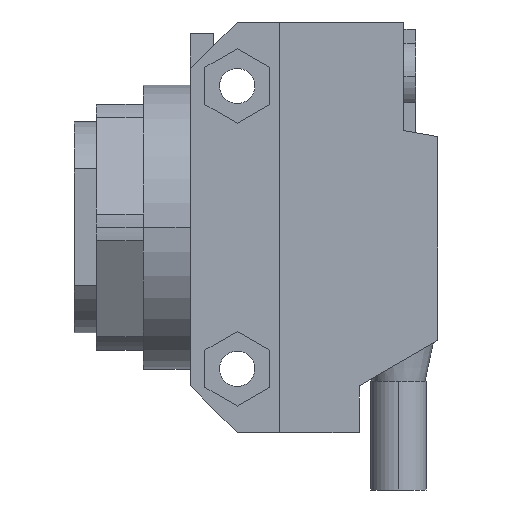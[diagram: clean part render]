
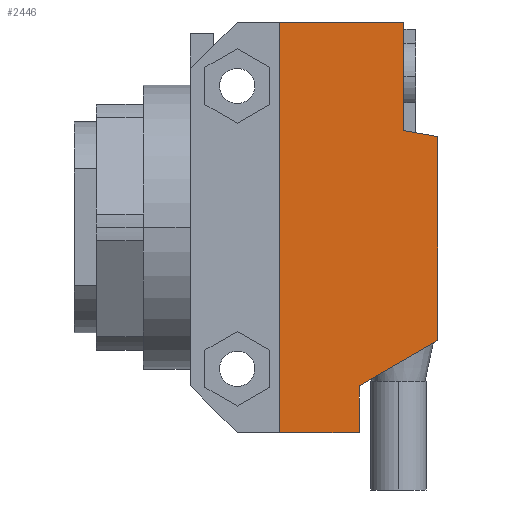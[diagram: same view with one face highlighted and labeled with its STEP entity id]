
A CAD part, left-side view. The second image highlights one B-rep face of the part: STEP entity #2446.
In plain terms, the highlighted planar face has unit normal (-1, 0, 0).
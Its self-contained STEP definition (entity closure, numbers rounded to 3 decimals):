
#2075=CARTESIAN_POINT('',(-7.5,-24.3,-12.75));
#2076=VERTEX_POINT('',#2075);
#2083=CARTESIAN_POINT('',(-7.5,-24.3,-16.75));
#2084=VERTEX_POINT('',#2083);
#2085=CARTESIAN_POINT('',(-7.5,-24.3,-16.75));
#2086=DIRECTION('',(0.0,0.0,1.0));
#2087=VECTOR('',#2086,4.);
#2088=LINE('',#2085,#2087);
#2089=EDGE_CURVE('',#2084,#2076,#2088,.T.);
#2136=CARTESIAN_POINT('',(-7.5,-31.,-8.882));
#2137=VERTEX_POINT('',#2136);
#2144=CARTESIAN_POINT('',(-7.5,-24.3,-12.75));
#2145=DIRECTION('',(0.,-0.866,0.5));
#2146=VECTOR('',#2145,7.736);
#2147=LINE('',#2144,#2146);
#2148=EDGE_CURVE('',#2076,#2137,#2147,.T.);
#2283=CARTESIAN_POINT('',(-7.5,-28.1,9.));
#2284=VERTEX_POINT('',#2283);
#2291=CARTESIAN_POINT('',(-7.5,-31.,8.489));
#2292=VERTEX_POINT('',#2291);
#2293=CARTESIAN_POINT('',(-7.5,-31.,8.489));
#2294=DIRECTION('',(0.0,0.985,0.174));
#2295=VECTOR('',#2294,2.945);
#2296=LINE('',#2293,#2295);
#2297=EDGE_CURVE('',#2292,#2284,#2296,.T.);
#2337=CARTESIAN_POINT('',(-7.5,-31.,-8.882));
#2338=DIRECTION('',(0.0,0.0,1.0));
#2339=VECTOR('',#2338,17.37);
#2340=LINE('',#2337,#2339);
#2341=EDGE_CURVE('',#2137,#2292,#2340,.T.);
#2394=CARTESIAN_POINT('',(-7.5,-17.5,-16.75));
#2395=VERTEX_POINT('',#2394);
#2396=CARTESIAN_POINT('',(-7.5,-24.3,-16.75));
#2397=DIRECTION('',(0.0,1.0,0.0));
#2398=VECTOR('',#2397,6.8);
#2399=LINE('',#2396,#2398);
#2400=EDGE_CURVE('',#2084,#2395,#2399,.T.);
#2412=CARTESIAN_POINT('',(-7.5,-31.,-16.75));
#2413=DIRECTION('',(-1.0,0.0,0.0));
#2414=DIRECTION('',(0.0,0.0,1.0));
#2415=AXIS2_PLACEMENT_3D('',#2412,#2413,#2414);
#2416=PLANE('',#2415);
#2417=ORIENTED_EDGE('',*,*,#2148,.T.);
#2418=ORIENTED_EDGE('',*,*,#2341,.T.);
#2419=ORIENTED_EDGE('',*,*,#2297,.T.);
#2420=CARTESIAN_POINT('',(-7.5,-28.1,18.25));
#2421=VERTEX_POINT('',#2420);
#2422=CARTESIAN_POINT('',(-7.5,-28.1,9.));
#2423=DIRECTION('',(0.0,0.0,1.0));
#2424=VECTOR('',#2423,9.25);
#2425=LINE('',#2422,#2424);
#2426=EDGE_CURVE('',#2284,#2421,#2425,.T.);
#2427=ORIENTED_EDGE('',*,*,#2426,.T.);
#2428=CARTESIAN_POINT('',(-7.5,-17.5,18.25));
#2429=VERTEX_POINT('',#2428);
#2430=CARTESIAN_POINT('',(-7.5,-28.1,18.25));
#2431=DIRECTION('',(0.0,1.0,0.0));
#2432=VECTOR('',#2431,10.6);
#2433=LINE('',#2430,#2432);
#2434=EDGE_CURVE('',#2421,#2429,#2433,.T.);
#2435=ORIENTED_EDGE('',*,*,#2434,.T.);
#2436=CARTESIAN_POINT('',(-7.5,-17.5,-16.75));
#2437=DIRECTION('',(0.0,0.0,1.0));
#2438=VECTOR('',#2437,35.);
#2439=LINE('',#2436,#2438);
#2440=EDGE_CURVE('',#2395,#2429,#2439,.T.);
#2441=ORIENTED_EDGE('',*,*,#2440,.F.);
#2442=ORIENTED_EDGE('',*,*,#2400,.F.);
#2443=ORIENTED_EDGE('',*,*,#2089,.T.);
#2444=EDGE_LOOP('',(#2417,#2418,#2419,#2427,#2435,#2441,#2442,#2443));
#2445=FACE_OUTER_BOUND('',#2444,.T.);
#2446=ADVANCED_FACE('',(#2445),#2416,.T.);
